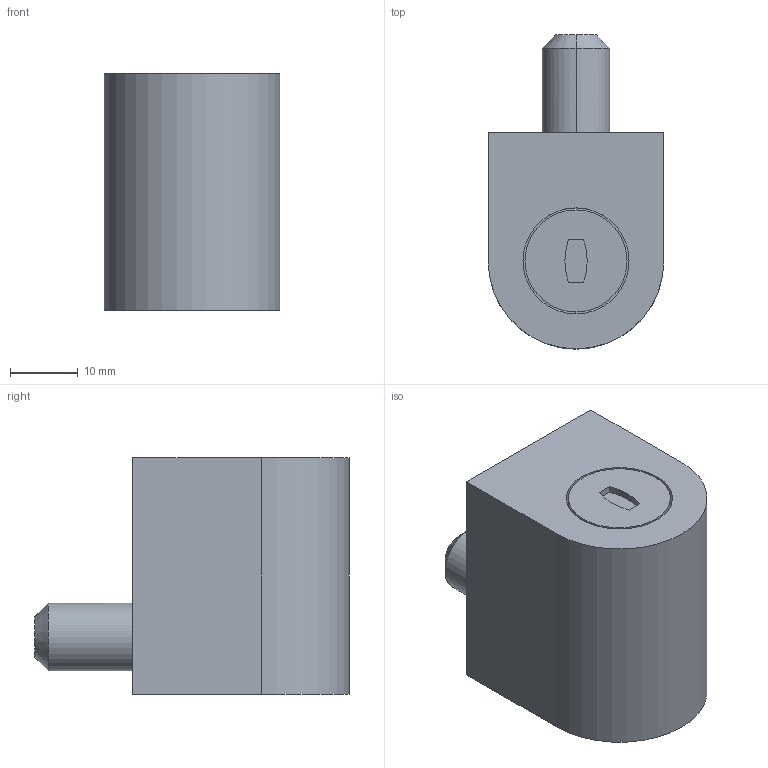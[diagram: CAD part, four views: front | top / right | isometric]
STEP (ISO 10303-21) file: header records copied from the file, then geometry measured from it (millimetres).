
FILE_DESCRIPTION (( 'STEP AP203' ), '1' );
FILE_NAME ('C-65-A-2.STEP', '2022-10-13T01:23:33', ( '' ), ( '' ), 'SwSTEP 2.0', 'SolidWorks 2021', '' );
FILE_SCHEMA (( 'CONFIG_CONTROL_DESIGN' ));
Length unit declared in the file: millimetre
Products named in the file (6): C-65-A_latch__C-65-A-2; C-65-A-2_cover_; C-65-A-2_R0220_; C-65-A-2; C-65-A-2_cross-recessed flat head screw_ver1.04__M4x8十字穴付皿小ねじ(鉄); C-65-A-2_body_
Assembly tree (6 placements, depth 2):
  C-65-A-2
    C-65-A-2_body_
    C-65-A-2_cover_
    C-65-A_latch__C-65-A-2
    C-65-A-2_R0220_
    C-65-A-2_cross-recessed flat head screw_ver1.04__M4x8十字穴付皿小ねじ(鉄)  x2
Bounding box: 26 x 46.5 x 35 mm (x, y, z)
Volume: 16511.4 mm3; surface area: 12894.6 mm2
Topology: 6 solids, 6 shells, 160 faces, 394 edges, 248 vertices
Faces by surface type: plane 100, cylinder 42, cone 18
Entity records: 4586 total; most frequent: CARTESIAN_POINT 756, DIRECTION 682, ORIENTED_EDGE 644, EDGE_CURVE 322, AXIS2_PLACEMENT_3D 232, VECTOR 218, LINE 218, VERTEX_POINT 206
